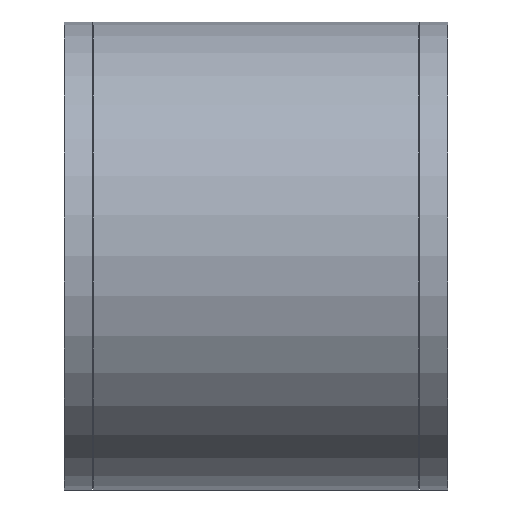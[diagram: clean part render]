
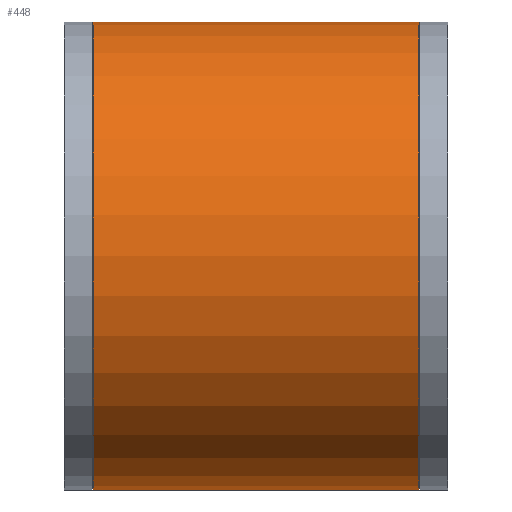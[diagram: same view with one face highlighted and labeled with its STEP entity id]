
A CAD part, top view. The second image highlights one B-rep face of the part: STEP entity #448.
In plain terms, the highlighted cylindrical face has radius 2.5 mm (diameter 5 mm), a partial arc.
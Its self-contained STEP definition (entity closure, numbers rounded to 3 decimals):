
#325=CARTESIAN_POINT('',(3.79,0.,0.));
#326=DIRECTION('',(1.,0.,0.));
#327=DIRECTION('',(0.,1.,0.));
#328=AXIS2_PLACEMENT_3D('',#325,#326,#327);
#330=CARTESIAN_POINT('',(0.31,0.,0.));
#331=DIRECTION('',(-1.,0.,0.));
#332=DIRECTION('',(0.,-1.,0.));
#333=AXIS2_PLACEMENT_3D('',#330,#331,#332);
#335=DIRECTION('',(1.,0.,0.));
#336=VECTOR('',#335,3.48);
#337=CARTESIAN_POINT('',(0.31,2.5,0.));
#338=LINE('',#337,#336);
#359=DIRECTION('',(1.,0.,0.));
#360=VECTOR('',#359,3.48);
#361=CARTESIAN_POINT('',(0.31,-2.5,0.));
#362=LINE('',#361,#360);
#409=CARTESIAN_POINT('',(3.79,-2.5,0.));
#410=CARTESIAN_POINT('',(3.79,2.5,0.));
#411=VERTEX_POINT('',#409);
#412=VERTEX_POINT('',#410);
#413=CARTESIAN_POINT('',(0.31,2.5,0.));
#414=CARTESIAN_POINT('',(0.31,-2.5,0.));
#415=VERTEX_POINT('',#413);
#416=VERTEX_POINT('',#414);
#433=CARTESIAN_POINT('',(0.,0.,0.));
#434=DIRECTION('',(1.,0.,0.));
#435=DIRECTION('',(0.,-1.,0.));
#436=AXIS2_PLACEMENT_3D('',#433,#434,#435);
#437=CYLINDRICAL_SURFACE('',#436,2.5);
#439=ORIENTED_EDGE('',*,*,#438,.T.);
#441=ORIENTED_EDGE('',*,*,#440,.F.);
#443=ORIENTED_EDGE('',*,*,#442,.T.);
#445=ORIENTED_EDGE('',*,*,#444,.T.);
#446=EDGE_LOOP('',(#439,#441,#443,#445));
#447=FACE_OUTER_BOUND('',#446,.F.);
#329=CIRCLE('',#328,2.5);
#334=CIRCLE('',#333,2.5);
#438=EDGE_CURVE('',#412,#411,#329,.T.);
#440=EDGE_CURVE('',#416,#411,#362,.T.);
#442=EDGE_CURVE('',#416,#415,#334,.T.);
#444=EDGE_CURVE('',#415,#412,#338,.T.);
#448=ADVANCED_FACE('',(#447),#437,.T.);
